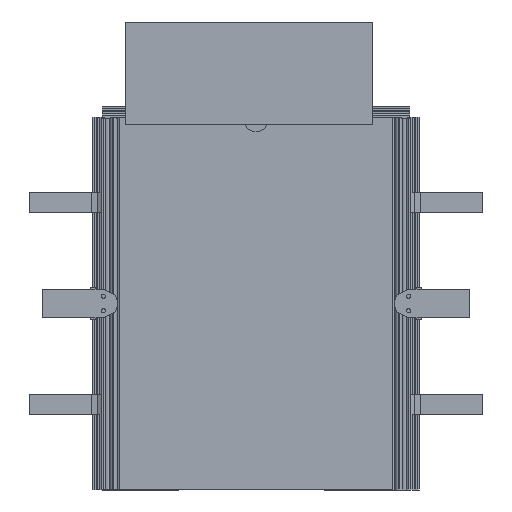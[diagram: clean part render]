
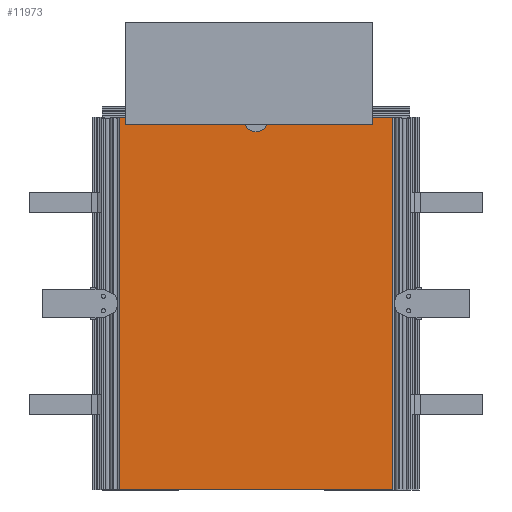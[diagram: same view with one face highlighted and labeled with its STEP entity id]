
A CAD part, front view. The second image highlights one B-rep face of the part: STEP entity #11973.
In plain terms, the highlighted planar face has unit normal (0, -1, 0).
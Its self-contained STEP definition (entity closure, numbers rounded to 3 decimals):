
#906 = ORIENTED_EDGE ( 'NONE', *, *, #1161, .T. ) ;
#1161 = EDGE_CURVE ( 'NONE', #5568, #15825, #4147, .T. ) ;
#1362 = VECTOR ( 'NONE', #15433, 1000. ) ;
#1961 = ORIENTED_EDGE ( 'NONE', *, *, #16870, .T. ) ;
#2638 = DIRECTION ( 'NONE',  ( 1., 0., 0. ) ) ;
#2813 = FACE_OUTER_BOUND ( 'NONE', #12146, .T. ) ;
#2850 = PLANE ( 'NONE',  #17742 ) ;
#3269 = VERTEX_POINT ( 'NONE', #11969 ) ;
#3459 = EDGE_CURVE ( 'NONE', #3269, #16722, #17753, .T. ) ;
#3708 = VECTOR ( 'NONE', #2638, 1000. ) ;
#3995 = CARTESIAN_POINT ( 'NONE',  ( -170.5, 0., 0. ) ) ;
#4147 = LINE ( 'NONE', #11067, #3708 ) ;
#4185 = CARTESIAN_POINT ( 'NONE',  ( -168.9, 0., -460. ) ) ;
#4684 = ORIENTED_EDGE ( 'NONE', *, *, #17119, .T. ) ;
#5568 = VERTEX_POINT ( 'NONE', #15702 ) ;
#5671 = DIRECTION ( 'NONE',  ( 0., -1., 0. ) ) ;
#6623 = DIRECTION ( 'NONE',  ( 0., 0., 1. ) ) ;
#10666 = ORIENTED_EDGE ( 'NONE', *, *, #3459, .F. ) ;
#10677 = VECTOR ( 'NONE', #12393, 1000. ) ;
#11067 = CARTESIAN_POINT ( 'NONE',  ( -170.5, 0., -460. ) ) ;
#11969 = CARTESIAN_POINT ( 'NONE',  ( -168.9, 0., 0. ) ) ;
#11973 = ADVANCED_FACE ( 'NONE', ( #2813 ), #2850, .T. ) ;
#11987 = CARTESIAN_POINT ( 'NONE',  ( 168.9, 0., -460. ) ) ;
#12146 = EDGE_LOOP ( 'NONE', ( #906, #1961, #10666, #4684 ) ) ;
#12393 = DIRECTION ( 'NONE',  ( 1., 0., 0. ) ) ;
#13256 = LINE ( 'NONE', #17926, #17474 ) ;
#14956 = CARTESIAN_POINT ( 'NONE',  ( 168.9, 0., 0. ) ) ;
#15433 = DIRECTION ( 'NONE',  ( 0., 0., -1. ) ) ;
#15479 = CARTESIAN_POINT ( 'NONE',  ( -170.5, 0., -460. ) ) ;
#15537 = DIRECTION ( 'NONE',  ( 0., 0., -1. ) ) ;
#15702 = CARTESIAN_POINT ( 'NONE',  ( -168.9, 0., -460. ) ) ;
#15825 = VERTEX_POINT ( 'NONE', #11987 ) ;
#16342 = LINE ( 'NONE', #4185, #1362 ) ;
#16722 = VERTEX_POINT ( 'NONE', #14956 ) ;
#16870 = EDGE_CURVE ( 'NONE', #15825, #16722, #13256, .T. ) ;
#17119 = EDGE_CURVE ( 'NONE', #3269, #5568, #16342, .T. ) ;
#17474 = VECTOR ( 'NONE', #6623, 1000. ) ;
#17742 = AXIS2_PLACEMENT_3D ( 'NONE', #15479, #5671, #15537 ) ;
#17753 = LINE ( 'NONE', #3995, #10677 ) ;
#17926 = CARTESIAN_POINT ( 'NONE',  ( 168.9, 0., 0. ) ) ;
